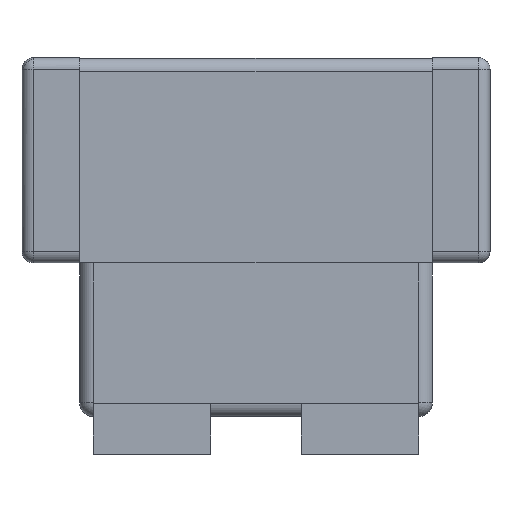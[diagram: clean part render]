
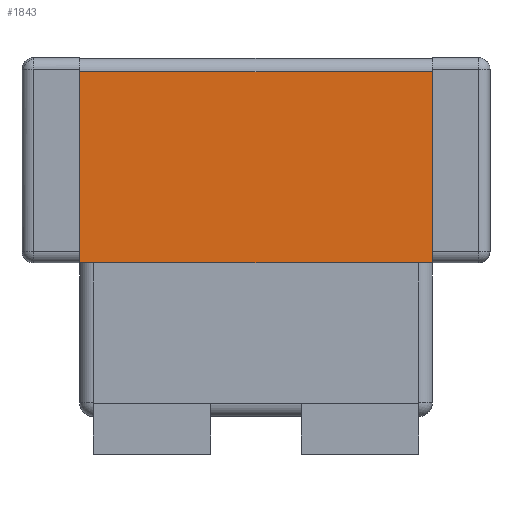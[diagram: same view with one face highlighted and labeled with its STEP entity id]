
A CAD part, left-side view. The second image highlights one B-rep face of the part: STEP entity #1843.
In plain terms, the highlighted planar face has unit normal (-1, 0, 0).
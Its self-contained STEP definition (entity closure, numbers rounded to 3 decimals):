
#1601=CARTESIAN_POINT('',(-2.475,1.53,1.66));
#1602=VERTEX_POINT('',#1601);
#1619=CARTESIAN_POINT('',(-2.475,-1.53,1.66));
#1620=VERTEX_POINT('',#1619);
#1627=CARTESIAN_POINT('',(-2.475,-1.53,1.66));
#1628=DIRECTION('',(0.0,1.0,0.0));
#1629=VECTOR('',#1628,3.06);
#1630=LINE('',#1627,#1629);
#1631=EDGE_CURVE('',#1620,#1602,#1630,.T.);
#1785=CARTESIAN_POINT('',(-2.475,1.53,3.32));
#1786=VERTEX_POINT('',#1785);
#1793=CARTESIAN_POINT('',(-2.475,-1.53,3.32));
#1794=VERTEX_POINT('',#1793);
#1795=CARTESIAN_POINT('',(-2.475,1.53,3.32));
#1796=DIRECTION('',(0.0,-1.0,0.0));
#1797=VECTOR('',#1796,3.06);
#1798=LINE('',#1795,#1797);
#1799=EDGE_CURVE('',#1786,#1794,#1798,.T.);
#1822=CARTESIAN_POINT('',(-2.475,0.,2.43));
#1823=DIRECTION('',(1.0,0.0,0.0));
#1824=DIRECTION('',(0.0,0.0,-1.0));
#1825=AXIS2_PLACEMENT_3D('',#1822,#1823,#1824);
#1826=PLANE('',#1825);
#1827=CARTESIAN_POINT('',(-2.475,-1.53,1.66));
#1828=DIRECTION('',(0.0,0.0,1.0));
#1829=VECTOR('',#1828,1.66);
#1830=LINE('',#1827,#1829);
#1831=EDGE_CURVE('',#1620,#1794,#1830,.T.);
#1832=ORIENTED_EDGE('',*,*,#1831,.T.);
#1833=ORIENTED_EDGE('',*,*,#1799,.F.);
#1834=CARTESIAN_POINT('',(-2.475,1.53,1.66));
#1835=DIRECTION('',(0.0,0.0,1.0));
#1836=VECTOR('',#1835,1.66);
#1837=LINE('',#1834,#1836);
#1838=EDGE_CURVE('',#1602,#1786,#1837,.T.);
#1839=ORIENTED_EDGE('',*,*,#1838,.F.);
#1840=ORIENTED_EDGE('',*,*,#1631,.F.);
#1841=EDGE_LOOP('',(#1832,#1833,#1839,#1840));
#1842=FACE_OUTER_BOUND('',#1841,.T.);
#1843=ADVANCED_FACE('',(#1842),#1826,.F.);
